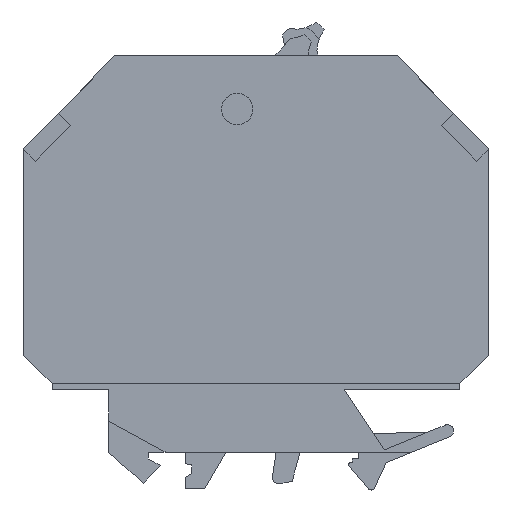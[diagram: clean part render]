
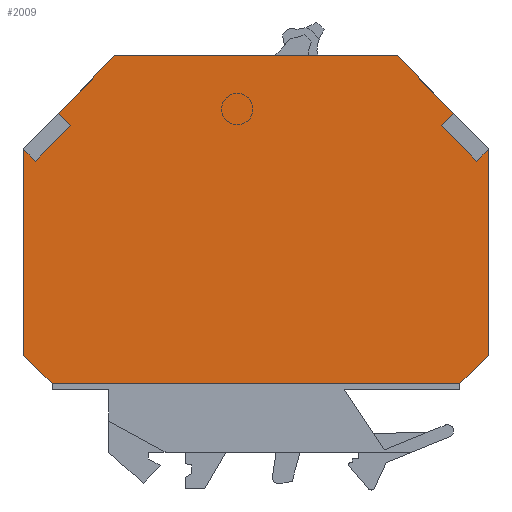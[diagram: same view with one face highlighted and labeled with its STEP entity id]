
A CAD part, left-side view. The second image highlights one B-rep face of the part: STEP entity #2009.
In plain terms, the highlighted planar face has unit normal (-1, 0, 0).
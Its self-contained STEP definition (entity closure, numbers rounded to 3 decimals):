
#1=DIRECTION('',(0.,-0.7,-0.714));
#2=VECTOR('',#1,12.862);
#3=CARTESIAN_POINT('',(-7.6,-22.5,26.1));
#4=LINE('',#3,#2);
#5=DIRECTION('',(0.,0.714,-0.7));
#6=VECTOR('',#5,2.7);
#7=CARTESIAN_POINT('',(-7.6,-31.501,16.912));
#8=LINE('',#7,#6);
#9=DIRECTION('',(0.,-0.7,-0.714));
#10=VECTOR('',#9,8.);
#11=CARTESIAN_POINT('',(-7.6,-29.573,15.023));
#12=LINE('',#11,#10);
#13=DIRECTION('',(0.,-0.714,0.7));
#14=VECTOR('',#13,2.56);
#15=CARTESIAN_POINT('',(-7.6,-35.171,9.308));
#16=LINE('',#15,#14);
#17=DIRECTION('',(0.,0.707,-0.707));
#18=VECTOR('',#17,6.364);
#19=CARTESIAN_POINT('',(-7.6,-37.,-21.6));
#20=LINE('',#19,#18);
#21=DIRECTION('',(0.,0.707,0.707));
#22=VECTOR('',#21,6.364);
#23=CARTESIAN_POINT('',(-7.6,32.5,-26.1));
#24=LINE('',#23,#22);
#25=DIRECTION('',(0.,-0.714,-0.7));
#26=VECTOR('',#25,2.56);
#27=CARTESIAN_POINT('',(-7.6,37.,11.1));
#28=LINE('',#27,#26);
#29=DIRECTION('',(0.,-0.7,0.714));
#30=VECTOR('',#29,8.);
#31=CARTESIAN_POINT('',(-7.6,35.171,9.308));
#32=LINE('',#31,#30);
#33=DIRECTION('',(0.,0.714,0.7));
#34=VECTOR('',#33,2.7);
#35=CARTESIAN_POINT('',(-7.6,29.573,15.023));
#36=LINE('',#35,#34);
#37=DIRECTION('',(0.,-0.7,0.714));
#38=VECTOR('',#37,12.862);
#39=CARTESIAN_POINT('',(-7.6,31.501,16.912));
#40=LINE('',#39,#38);
#41=DIRECTION('',(0.,1.,0.));
#42=VECTOR('',#41,45.);
#43=CARTESIAN_POINT('',(-7.6,-22.5,26.1));
#44=LINE('',#43,#42);
#93=DIRECTION('',(0.,0.,-1.));
#94=VECTOR('',#93,32.7);
#95=CARTESIAN_POINT('',(-7.6,37.,11.1));
#96=LINE('',#95,#94);
#803=DIRECTION('',(0.,-1.,0.));
#804=VECTOR('',#803,65.);
#805=CARTESIAN_POINT('',(-7.6,32.5,-26.1));
#806=LINE('',#805,#804);
#811=DIRECTION('',(0.,0.,1.));
#812=VECTOR('',#811,32.7);
#813=CARTESIAN_POINT('',(-7.6,-37.,-21.6));
#814=LINE('',#813,#812);
#1488=CARTESIAN_POINT('',(-7.6,-22.5,26.1));
#1489=CARTESIAN_POINT('',(-7.6,22.5,26.1));
#1490=VERTEX_POINT('',#1488);
#1491=VERTEX_POINT('',#1489);
#1492=CARTESIAN_POINT('',(-7.6,-31.501,16.912));
#1493=VERTEX_POINT('',#1492);
#1494=CARTESIAN_POINT('',(-7.6,-29.573,15.023));
#1495=VERTEX_POINT('',#1494);
#1496=CARTESIAN_POINT('',(-7.6,-35.171,9.308));
#1497=VERTEX_POINT('',#1496);
#1498=CARTESIAN_POINT('',(-7.6,-37.,11.1));
#1499=VERTEX_POINT('',#1498);
#1500=CARTESIAN_POINT('',(-7.6,-37.,-21.6));
#1501=VERTEX_POINT('',#1500);
#1502=CARTESIAN_POINT('',(-7.6,-32.5,-26.1));
#1503=VERTEX_POINT('',#1502);
#1504=CARTESIAN_POINT('',(-7.6,32.5,-26.1));
#1505=VERTEX_POINT('',#1504);
#1506=CARTESIAN_POINT('',(-7.6,37.,-21.6));
#1507=VERTEX_POINT('',#1506);
#1508=CARTESIAN_POINT('',(-7.6,37.,11.1));
#1509=VERTEX_POINT('',#1508);
#1510=CARTESIAN_POINT('',(-7.6,35.171,9.308));
#1511=VERTEX_POINT('',#1510);
#1512=CARTESIAN_POINT('',(-7.6,29.573,15.023));
#1513=VERTEX_POINT('',#1512);
#1514=CARTESIAN_POINT('',(-7.6,31.501,16.912));
#1515=VERTEX_POINT('',#1514);
#1974=CARTESIAN_POINT('',(-7.6,0.,0.));
#1975=DIRECTION('',(1.,0.,0.));
#1976=DIRECTION('',(0.,0.,-1.));
#1977=AXIS2_PLACEMENT_3D('',#1974,#1975,#1976);
#1978=PLANE('',#1977);
#1980=ORIENTED_EDGE('',*,*,#1979,.F.);
#1982=ORIENTED_EDGE('',*,*,#1981,.T.);
#1984=ORIENTED_EDGE('',*,*,#1983,.T.);
#1986=ORIENTED_EDGE('',*,*,#1985,.T.);
#1988=ORIENTED_EDGE('',*,*,#1987,.T.);
#1990=ORIENTED_EDGE('',*,*,#1989,.F.);
#1992=ORIENTED_EDGE('',*,*,#1991,.T.);
#1994=ORIENTED_EDGE('',*,*,#1993,.F.);
#1996=ORIENTED_EDGE('',*,*,#1995,.T.);
#1998=ORIENTED_EDGE('',*,*,#1997,.F.);
#2000=ORIENTED_EDGE('',*,*,#1999,.T.);
#2002=ORIENTED_EDGE('',*,*,#2001,.T.);
#2004=ORIENTED_EDGE('',*,*,#2003,.T.);
#2006=ORIENTED_EDGE('',*,*,#2005,.T.);
#2007=EDGE_LOOP('',(#1980,#1982,#1984,#1986,#1988,#1990,#1992,#1994,#1996,#1998,
#2000,#2002,#2004,#2006));
#2008=FACE_OUTER_BOUND('',#2007,.F.);
#2009=ADVANCED_FACE('',(#2008),#1978,.F.);
#1979=EDGE_CURVE('',#1490,#1491,#44,.T.);
#1981=EDGE_CURVE('',#1490,#1493,#4,.T.);
#1983=EDGE_CURVE('',#1493,#1495,#8,.T.);
#1985=EDGE_CURVE('',#1495,#1497,#12,.T.);
#1987=EDGE_CURVE('',#1497,#1499,#16,.T.);
#1989=EDGE_CURVE('',#1501,#1499,#814,.T.);
#1991=EDGE_CURVE('',#1501,#1503,#20,.T.);
#1993=EDGE_CURVE('',#1505,#1503,#806,.T.);
#1995=EDGE_CURVE('',#1505,#1507,#24,.T.);
#1997=EDGE_CURVE('',#1509,#1507,#96,.T.);
#1999=EDGE_CURVE('',#1509,#1511,#28,.T.);
#2001=EDGE_CURVE('',#1511,#1513,#32,.T.);
#2003=EDGE_CURVE('',#1513,#1515,#36,.T.);
#2005=EDGE_CURVE('',#1515,#1491,#40,.T.);
